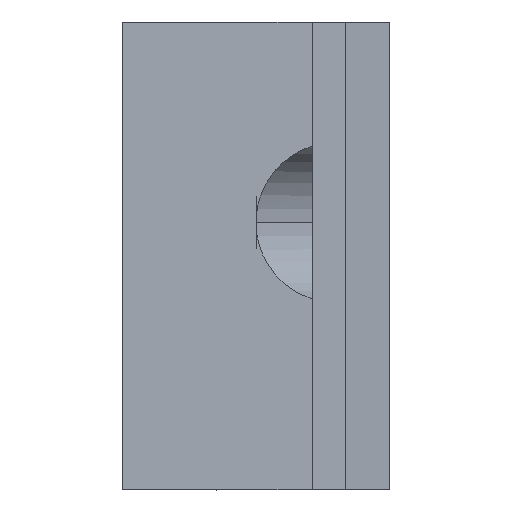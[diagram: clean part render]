
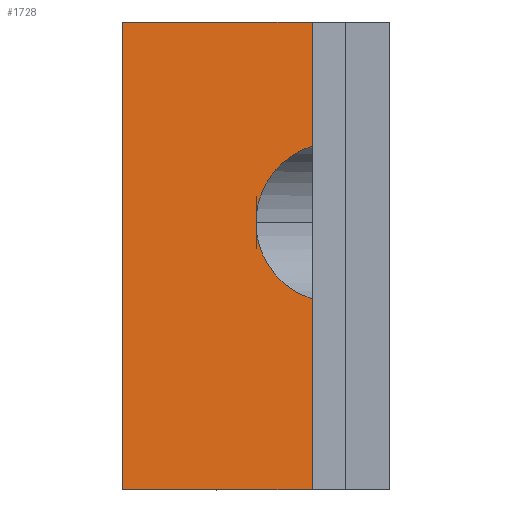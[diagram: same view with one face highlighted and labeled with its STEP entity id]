
A CAD part, left-side view. The second image highlights one B-rep face of the part: STEP entity #1728.
In plain terms, the highlighted planar face has unit normal (-0.707, -0.707, 0).
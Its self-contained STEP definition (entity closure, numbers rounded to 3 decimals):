
#28=PLANE('',#1850);
#34=ELLIPSE('',#1787,4.243,3.);
#37=ELLIPSE('',#1849,4.243,3.);
#123=FACE_OUTER_BOUND('',#216,.T.);
#216=EDGE_LOOP('',(#1525,#1526,#1527,#1528,#1529,#1530,#1531));
#464=LINE('',#6929,#563);
#473=LINE('',#6948,#572);
#475=LINE('',#6952,#574);
#483=LINE('',#6988,#582);
#484=LINE('',#6989,#583);
#563=VECTOR('',#2093,10.);
#572=VECTOR('',#2110,10.);
#574=VECTOR('',#2112,10.);
#582=VECTOR('',#2158,10.);
#583=VECTOR('',#2159,10.);
#664=VERTEX_POINT('',#3885);
#665=VERTEX_POINT('',#3887);
#743=VERTEX_POINT('',#6926);
#744=VERTEX_POINT('',#6928);
#751=VERTEX_POINT('',#6949);
#752=VERTEX_POINT('',#6951);
#761=VERTEX_POINT('',#6987);
#873=EDGE_CURVE('',#665,#664,#34,.T.);
#993=EDGE_CURVE('',#744,#743,#464,.T.);
#1003=EDGE_CURVE('',#743,#665,#473,.T.);
#1005=EDGE_CURVE('',#752,#751,#475,.T.);
#1023=EDGE_CURVE('',#664,#752,#37,.T.);
#1024=EDGE_CURVE('',#761,#751,#483,.T.);
#1025=EDGE_CURVE('',#744,#761,#484,.T.);
#1525=ORIENTED_EDGE('',*,*,#1005,.T.);
#1526=ORIENTED_EDGE('',*,*,#1024,.F.);
#1527=ORIENTED_EDGE('',*,*,#1025,.F.);
#1528=ORIENTED_EDGE('',*,*,#993,.T.);
#1529=ORIENTED_EDGE('',*,*,#1003,.T.);
#1530=ORIENTED_EDGE('',*,*,#873,.T.);
#1531=ORIENTED_EDGE('',*,*,#1023,.T.);
#1728=ADVANCED_FACE('',(#123),#28,.T.);
#1787=AXIS2_PLACEMENT_3D('',#3888,#1973,#1974);
#1849=AXIS2_PLACEMENT_3D('',#6985,#2154,#2155);
#1850=AXIS2_PLACEMENT_3D('',#6986,#2156,#2157);
#1973=DIRECTION('center_axis',(0.707,0.707,0.));
#1974=DIRECTION('ref_axis',(-0.707,0.707,0.));
#2093=DIRECTION('',(0.707,-0.707,0.));
#2110=DIRECTION('',(0.,0.,1.));
#2112=DIRECTION('',(0.,0.,1.));
#2154=DIRECTION('center_axis',(0.707,0.707,0.));
#2155=DIRECTION('ref_axis',(-0.707,0.707,0.));
#2156=DIRECTION('center_axis',(-0.707,-0.707,0.));
#2157=DIRECTION('ref_axis',(0.707,-0.707,0.));
#2158=DIRECTION('',(0.707,-0.707,0.));
#2159=DIRECTION('',(0.,0.,1.));
#3885=CARTESIAN_POINT('',(257.,152.148,844.75));
#3887=CARTESIAN_POINT('',(259.1,150.048,841.888));
#3888=CARTESIAN_POINT('Origin',(260.,149.148,844.75));
#6926=CARTESIAN_POINT('',(259.1,150.048,834.75));
#6928=CARTESIAN_POINT('',(252.,157.148,834.75));
#6929=CARTESIAN_POINT('',(252.,157.148,834.75));
#6948=CARTESIAN_POINT('',(259.1,150.048,843.5));
#6949=CARTESIAN_POINT('',(259.1,150.048,852.25));
#6951=CARTESIAN_POINT('',(259.1,150.048,847.612));
#6952=CARTESIAN_POINT('',(259.1,150.048,843.5));
#6985=CARTESIAN_POINT('Origin',(260.,149.148,844.75));
#6986=CARTESIAN_POINT('Origin',(252.,157.148,834.75));
#6987=CARTESIAN_POINT('',(252.,157.148,852.25));
#6988=CARTESIAN_POINT('',(252.,157.148,852.25));
#6989=CARTESIAN_POINT('',(252.,157.148,834.75));
